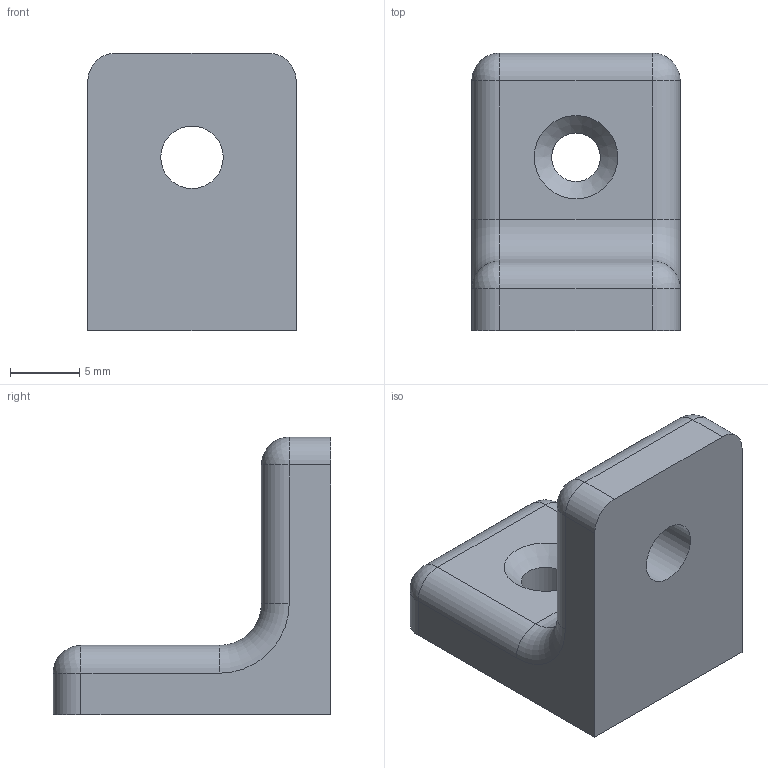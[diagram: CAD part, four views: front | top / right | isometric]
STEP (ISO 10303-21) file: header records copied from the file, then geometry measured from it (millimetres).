
FILE_DESCRIPTION(/* description */ (''),/* implementation_level */ '2;1');
FILE_NAME(/* name */ 'escuadra-0.1.stp',/* time_stamp */ '2015-09-21T09:55:51+02:00',/* author */ ('Startic'),/* organization */ (''),/* preprocessor_version */ 'ST-DEVELOPER v16.1',/* originating_system */ 'Autodesk Inventor LT ',/* authorisation */ '');
FILE_SCHEMA (('AUTOMOTIVE_DESIGN { 1 0 10303 214 3 1 1 }'));
Length unit declared in the file: millimetre
Products named in the file (1): escuadra-0.1
Bounding box: 15 x 20 x 20 mm (x, y, z)
Volume: 2408.2 mm3; surface area: 1496.6 mm2
Topology: 1 solids, 1 shells, 29 faces, 63 edges, 36 vertices
Faces by surface type: cylinder 13, plane 8, sphere 4, torus 2, cone 2
Full cylindrical faces by diameter (mm): 3.5 x1, 4.5 x1
Entity records: 795 total; most frequent: DIRECTION 149, CARTESIAN_POINT 125, ORIENTED_EDGE 118, AXIS2_PLACEMENT_3D 60, EDGE_CURVE 59, EDGE_LOOP 37, VERTEX_POINT 36, CIRCLE 30
